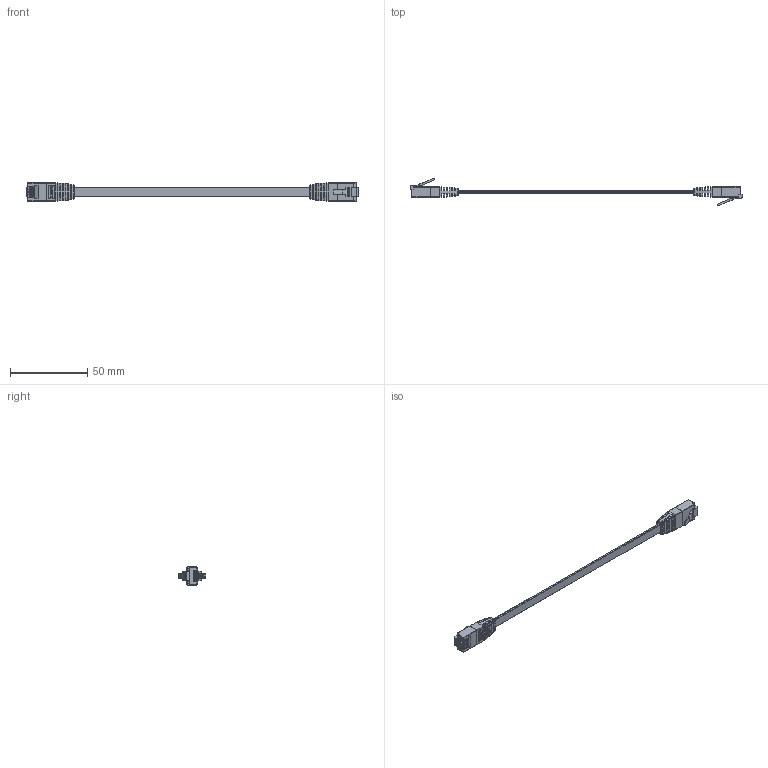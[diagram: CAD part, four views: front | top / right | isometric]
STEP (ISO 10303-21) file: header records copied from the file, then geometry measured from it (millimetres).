
FILE_DESCRIPTION (( 'STEP AP214' ), '1' );
FILE_NAME ('TRD855FLAT.STEP', '2018-11-29T19:00:37', ( '' ), ( '' ), 'SwSTEP 2.0', 'SolidWorks 2017', '' );
FILE_SCHEMA (( 'AUTOMOTIVE_DESIGN' ));
Length unit declared in the file: inch
Products named in the file (9): 1AD01-019-MA2___; 1AD01-019___; TRD855FLAT; MTN-568_no cable; 1AL04-047; MTN-568_with no cable; 1AD01-019-MA3___; 1AD01-019-MA1___; 1AD01-019-MA4___
Assembly tree (16 placements, depth 4):
  TRD855FLAT
    1AL04-047
    MTN-568_with no cable  x2
      1AD01-019___
        1AD01-019-MA4___
        1AD01-019-MA1___  x8
        1AD01-019-MA2___
        1AD01-019-MA3___
      MTN-568_no cable
Bounding box: 214.68 x 18.1 x 11.68 mm (x, y, z)
Volume: 5340.4 mm3; surface area: 8829.3 mm2
Topology: 25 solids, 25 shells, 1972 faces, 5582 edges, 3624 vertices
Faces by surface type: plane 1460, cylinder 428, bspline 68, sphere 12, torus 4
Entity records: 20991 total; most frequent: CARTESIAN_POINT 6345, ORIENTED_EDGE 3158, DIRECTION 2740, EDGE_CURVE 1579, VECTOR 1168, LINE 1168, VERTEX_POINT 1036, AXIS2_PLACEMENT_3D 786
